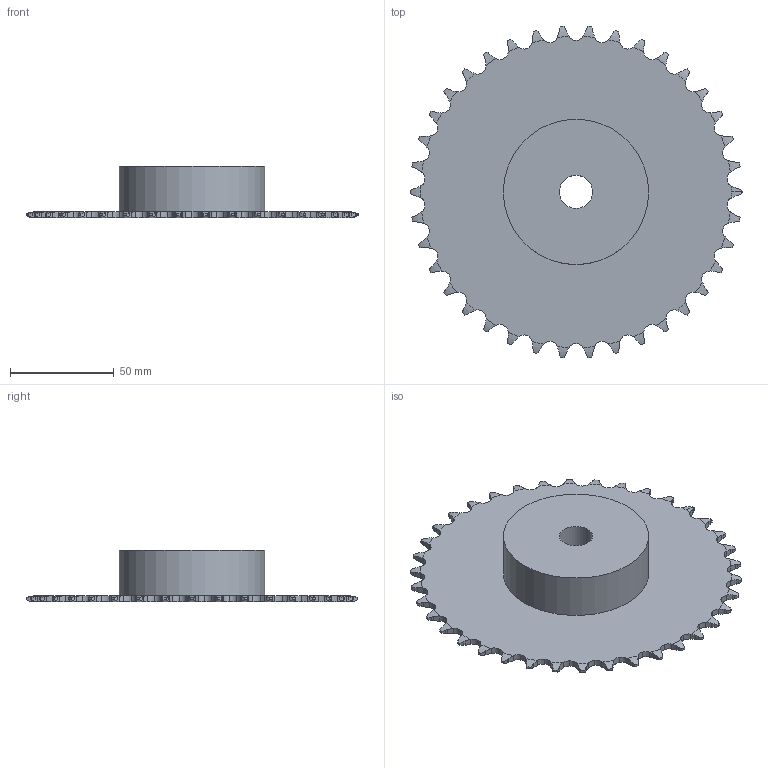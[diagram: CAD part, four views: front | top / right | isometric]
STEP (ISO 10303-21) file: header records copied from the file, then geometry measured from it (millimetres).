
FILE_DESCRIPTION(('FreeCAD Model'),'2;1');
FILE_NAME('Open CASCADE Shape Model','2021-04-18T15:58:05',('FreeCAD'),( 'FreeCAD'),'Open CASCADE STEP processor 7.4','FreeCAD','Unknown');
FILE_SCHEMA(('AUTOMOTIVE_DESIGN { 1 0 10303 214 1 1 1 1 }'));
Length unit declared in the file: millimetre
Products named in the file (1): Open CASCADE STEP translator 7.4 31
Bounding box: 159.8 x 159.39 x 25 mm (x, y, z)
Volume: 133233.3 mm3; surface area: 43627.1 mm2
Topology: 1 solids, 1 shells, 427 faces, 1268 edges, 845 vertices
Faces by surface type: cylinder 269, plane 80, torus 78
Full cylindrical faces by diameter (mm): 16 x1, 70 x1
Entity records: 37986 total; most frequent: CARTESIAN_POINT 15841, DIRECTION 3376, ORIENTED_EDGE 2536, PCURVE 2536, DEFINITIONAL_REPRESENTATION 2536, LINE 1729, VECTOR 1729, B_SPLINE_CURVE_WITH_KNOTS 1368
